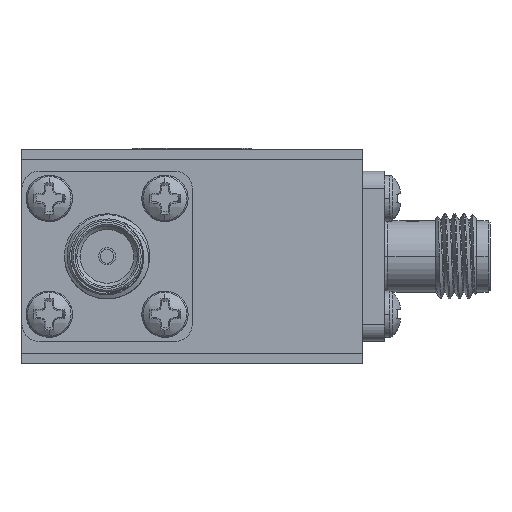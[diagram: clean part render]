
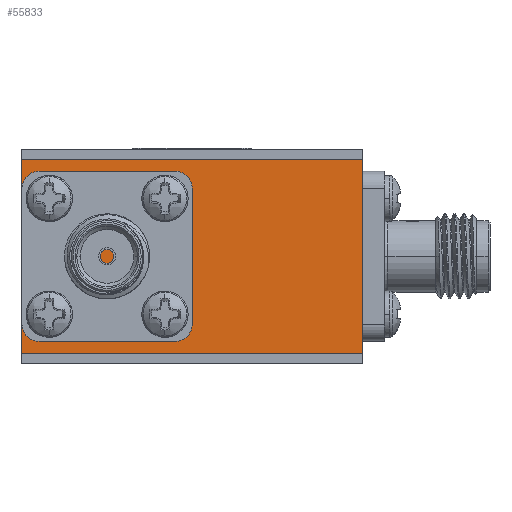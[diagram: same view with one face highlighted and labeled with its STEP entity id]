
A CAD part, left-side view. The second image highlights one B-rep face of the part: STEP entity #55833.
In plain terms, the highlighted planar face has unit normal (-1, 0, 0).
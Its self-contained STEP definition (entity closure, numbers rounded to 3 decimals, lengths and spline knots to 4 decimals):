
#792 = DIRECTION ( 'NONE',  ( 0., -1., 0. ) ) ;
#1262 = LINE ( 'NONE', #40461, #14077 ) ;
#3026 = DIRECTION ( 'NONE',  ( 0., -1., 0. ) ) ;
#7026 = CARTESIAN_POINT ( 'NONE',  ( -0.5, 0.5, 0.285 ) ) ;
#10603 = VERTEX_POINT ( 'NONE', #7026 ) ;
#12668 = ORIENTED_EDGE ( 'NONE', *, *, #28129, .T. ) ;
#12923 = DIRECTION ( 'NONE',  ( 0., 0., -1. ) ) ;
#14077 = VECTOR ( 'NONE', #3026, 39.3701 ) ;
#20338 = LINE ( 'NONE', #43902, #39209 ) ;
#22791 = VECTOR ( 'NONE', #51223, 39.3701 ) ;
#24009 = ORIENTED_EDGE ( 'NONE', *, *, #68247, .F. ) ;
#24522 = LINE ( 'NONE', #40506, #22791 ) ;
#28129 = EDGE_CURVE ( 'NONE', #62897, #49546, #1262, .T. ) ;
#37839 = ORIENTED_EDGE ( 'NONE', *, *, #39299, .F. ) ;
#38600 = CARTESIAN_POINT ( 'NONE',  ( -0.5, 0.5, -0.285 ) ) ;
#39209 = VECTOR ( 'NONE', #792, 39.3701 ) ;
#39299 = EDGE_CURVE ( 'NONE', #10603, #68419, #20338, .T. ) ;
#39582 = DIRECTION ( 'NONE',  ( 1., 0., 0. ) ) ;
#40461 = CARTESIAN_POINT ( 'NONE',  ( -0.5, -0.5, -0.285 ) ) ;
#40506 = CARTESIAN_POINT ( 'NONE',  ( -0.5, -0.5, 0.315 ) ) ;
#42910 = CARTESIAN_POINT ( 'NONE',  ( -0.5, -0.5, -0.285 ) ) ;
#43902 = CARTESIAN_POINT ( 'NONE',  ( -0.5, -0.5, 0.285 ) ) ;
#45067 = ORIENTED_EDGE ( 'NONE', *, *, #65200, .T. ) ;
#49546 = VERTEX_POINT ( 'NONE', #42910 ) ;
#50071 = CARTESIAN_POINT ( 'NONE',  ( -0.5, 0.5, 0.315 ) ) ;
#50552 = EDGE_LOOP ( 'NONE', ( #45067, #12668, #24009, #37839 ) ) ;
#50793 = PLANE ( 'NONE',  #64295 ) ;
#51223 = DIRECTION ( 'NONE',  ( 0., 0., -1. ) ) ;
#51261 = CARTESIAN_POINT ( 'NONE',  ( -0.5, -0.5, 0.315 ) ) ;
#55795 = CARTESIAN_POINT ( 'NONE',  ( -0.5, -0.5, 0.285 ) ) ;
#55833 = ADVANCED_FACE ( 'NONE', ( #56610 ), #50793, .F. ) ;
#56610 = FACE_OUTER_BOUND ( 'NONE', #50552, .T. ) ;
#60344 = DIRECTION ( 'NONE',  ( 0., 0., -1. ) ) ;
#61516 = LINE ( 'NONE', #50071, #66683 ) ;
#62897 = VERTEX_POINT ( 'NONE', #38600 ) ;
#64295 = AXIS2_PLACEMENT_3D ( 'NONE', #51261, #39582, #12923 ) ;
#65200 = EDGE_CURVE ( 'NONE', #10603, #62897, #61516, .T. ) ;
#66683 = VECTOR ( 'NONE', #60344, 39.3701 ) ;
#68247 = EDGE_CURVE ( 'NONE', #68419, #49546, #24522, .T. ) ;
#68419 = VERTEX_POINT ( 'NONE', #55795 ) ;
